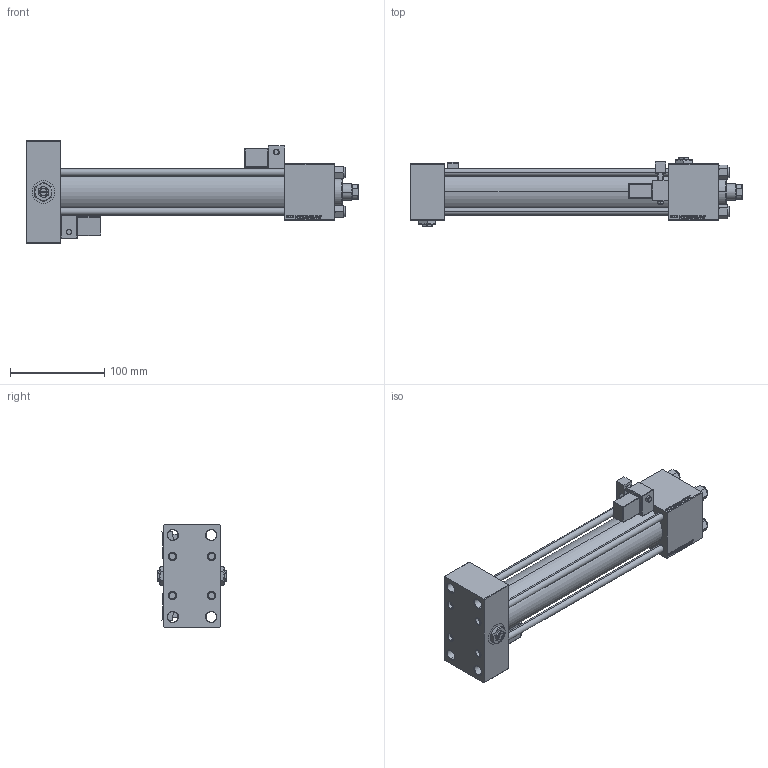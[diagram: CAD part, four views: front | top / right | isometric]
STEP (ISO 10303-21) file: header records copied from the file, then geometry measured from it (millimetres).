
FILE_DESCRIPTION (( 'STEP AP203' ), '1' );
FILE_NAME ('c687.STEP', '2023-08-23T07:18:40', ( '' ), ( '' ), 'SwSTEP 2.0', 'SolidWorks 2019', '' );
FILE_SCHEMA (( 'CONFIG_CONTROL_DESIGN' ));
Length unit declared in the file: millimetre
Products named in the file (8): V215CR_TYCINKA_E 9b367849f0ad2eb299b19d9b5a1e1a9f; V215_VC_A 9b367849f0ad2eb299b19d9b5a1e1a9f; V215CR_E_Body 9b367849f0ad2eb299b19d9b5a1e1a9f; Zatka_pro_OIL_PORT 9b367849f0ad2eb299b19d9b5a1e1a9f; V215CR_MSU 9b367849f0ad2eb299b19d9b5a1e1a9f; V215CR_VCP_E 9b367849f0ad2eb299b19d9b5a1e1a9f; c687; NUT_M5_E 9b367849f0ad2eb299b19d9b5a1e1a9f
Assembly tree (15 placements, depth 2):
  c687
    V215CR_E_Body 9b367849f0ad2eb299b19d9b5a1e1a9f
    V215CR_VCP_E 9b367849f0ad2eb299b19d9b5a1e1a9f
    V215CR_TYCINKA_E 9b367849f0ad2eb299b19d9b5a1e1a9f  x4
    NUT_M5_E 9b367849f0ad2eb299b19d9b5a1e1a9f  x4
    V215_VC_A 9b367849f0ad2eb299b19d9b5a1e1a9f
    V215CR_MSU 9b367849f0ad2eb299b19d9b5a1e1a9f  x2
    Zatka_pro_OIL_PORT 9b367849f0ad2eb299b19d9b5a1e1a9f  x2
Bounding box: 353 x 74 x 109 mm (x, y, z)
Volume: 695319.9 mm3; surface area: 216006.2 mm2
Topology: 15 solids, 15 shells, 1385 faces, 3438 edges, 2176 vertices
Faces by surface type: plane 602, bspline 392, cone 194, cylinder 153, sphere 24, torus 20
Entity records: 54001 total; most frequent: CARTESIAN_POINT 27924, ORIENTED_EDGE 5794, DIRECTION 3895, EDGE_CURVE 2897, VERTEX_POINT 1878, LINE 1701, VECTOR 1701, EDGE_LOOP 1287
